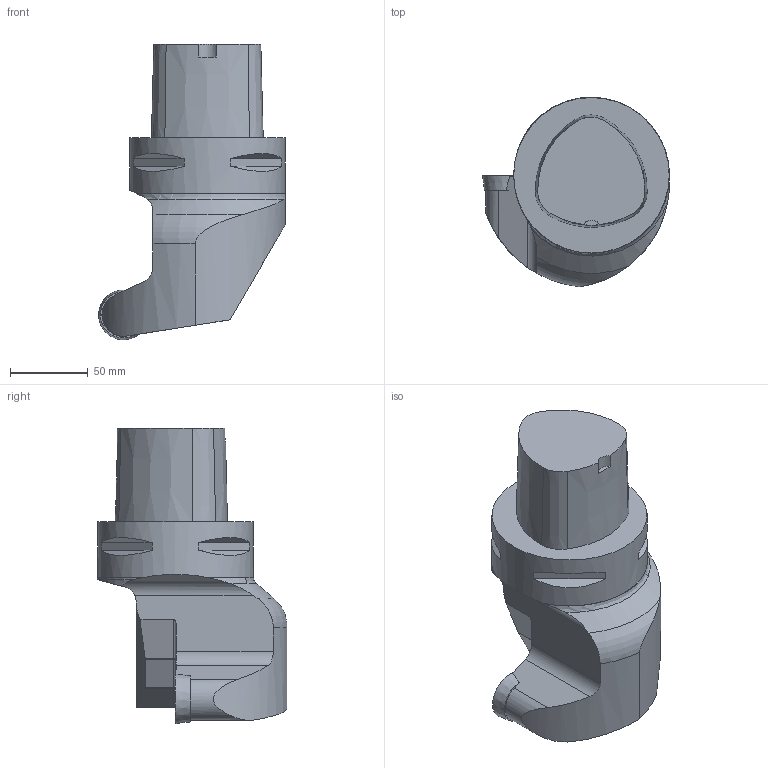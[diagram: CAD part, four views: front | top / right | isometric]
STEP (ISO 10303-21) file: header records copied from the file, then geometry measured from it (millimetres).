
FILE_DESCRIPTION(/* description */ (''),/* implementation_level */ '2;1');
FILE_NAME(/* name */ '1567067717379.stp',/* time_stamp */ '2019-08-29T14:05:31+06:00',/* author */ (''),/* organization */ ('SMS'),/* preprocessor_version */ 'ST-DEVELOPER v15',/* originating_system */ 'SIEMENS PLM Software NX 8.5',/* authorisation */ '');
FILE_SCHEMA (('AUTOMOTIVE_DESIGN { 1 0 10303 214 3 1 1 1 }'));
Length unit declared in the file: millimetre
Products named in the file (4): IsoTurningInsert; ASSEMBLY_CONSTRUCTION; 201881011mod000_00; 201881010mod000_00
Assembly tree (3 placements, depth 2):
  201881010mod000_00
    201881011mod000_00
    ASSEMBLY_CONSTRUCTION
    IsoTurningInsert
Bounding box: 120.14 x 121.87 x 189.99 mm (x, y, z)
Volume: 1060686.7 mm3; surface area: 72801.2 mm2
Topology: 2 solids, 9 shells, 91 faces, 205 edges, 142 vertices
Faces by surface type: plane 43, cylinder 26, cone 17, torus 5
Full cylindrical faces by diameter (mm): 2.7 x3, 4 x1, 9.5 x2, 100 x1
Entity records: 2836 total; most frequent: CARTESIAN_POINT 754, DIRECTION 432, ORIENTED_EDGE 348, AXIS2_PLACEMENT_3D 182, EDGE_CURVE 174, VERTEX_POINT 125, EDGE_LOOP 114, ADVANCED_FACE 91
